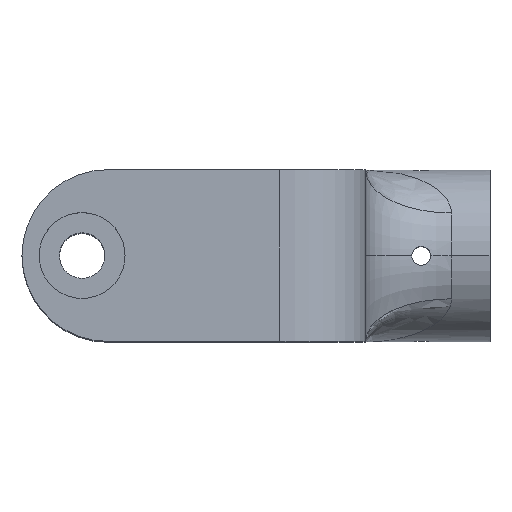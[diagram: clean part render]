
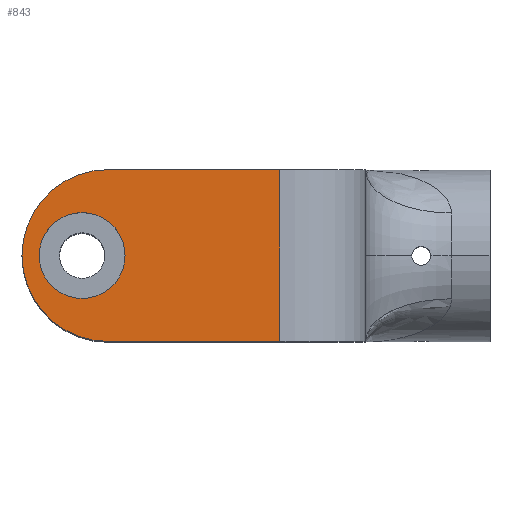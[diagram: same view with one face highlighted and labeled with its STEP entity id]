
A CAD part, top view. The second image highlights one B-rep face of the part: STEP entity #843.
In plain terms, the highlighted planar face has unit normal (0, 0, 1).
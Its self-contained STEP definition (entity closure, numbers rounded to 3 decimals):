
#5 = EDGE_CURVE ( 'NONE', #617, #2186, #182, .T. ) ;
#54 = VERTEX_POINT ( 'NONE', #1216 ) ;
#136 = AXIS2_PLACEMENT_3D ( 'NONE', #1357, #2064, #462 ) ;
#182 = CIRCLE ( 'NONE', #1423, 10. ) ;
#183 = LINE ( 'NONE', #1684, #188 ) ;
#188 = VECTOR ( 'NONE', #758, 1000. ) ;
#205 = EDGE_CURVE ( 'NONE', #617, #1245, #183, .T. ) ;
#236 = ORIENTED_EDGE ( 'NONE', *, *, #781, .T. ) ;
#263 = DIRECTION ( 'NONE',  ( 0., 1., 0. ) ) ;
#339 = CARTESIAN_POINT ( 'NONE',  ( -45., -10., 31. ) ) ;
#353 = DIRECTION ( 'NONE',  ( 0., 0., 1. ) ) ;
#395 = EDGE_CURVE ( 'NONE', #695, #1889, #897, .T. ) ;
#435 = FACE_BOUND ( 'NONE', #1950, .T. ) ;
#462 = DIRECTION ( 'NONE',  ( 1., 0., 0. ) ) ;
#524 = ORIENTED_EDGE ( 'NONE', *, *, #5, .T. ) ;
#541 = CARTESIAN_POINT ( 'NONE',  ( -35., 0., 31. ) ) ;
#548 = ORIENTED_EDGE ( 'NONE', *, *, #595, .F. ) ;
#550 = ORIENTED_EDGE ( 'NONE', *, *, #395, .T. ) ;
#595 = EDGE_CURVE ( 'NONE', #54, #1307, #999, .T. ) ;
#610 = PLANE ( 'NONE',  #1598 ) ;
#617 = VERTEX_POINT ( 'NONE', #1961 ) ;
#633 = CARTESIAN_POINT ( 'NONE',  ( -15., 10., 31. ) ) ;
#636 = DIRECTION ( 'NONE',  ( 0., 0., -1. ) ) ;
#638 = LINE ( 'NONE', #1540, #2156 ) ;
#695 = VERTEX_POINT ( 'NONE', #878 ) ;
#700 = EDGE_CURVE ( 'NONE', #2186, #695, #1521, .T. ) ;
#742 = ORIENTED_EDGE ( 'NONE', *, *, #205, .F. ) ;
#758 = DIRECTION ( 'NONE',  ( 1., 0., 0. ) ) ;
#781 = EDGE_CURVE ( 'NONE', #1889, #1245, #638, .T. ) ;
#843 = ADVANCED_FACE ( 'NONE', ( #435, #1893 ), #610, .F. ) ;
#875 = CARTESIAN_POINT ( 'NONE',  ( -35., 0., 31. ) ) ;
#878 = CARTESIAN_POINT ( 'NONE',  ( -35., -10., 31. ) ) ;
#897 = LINE ( 'NONE', #339, #972 ) ;
#946 = DIRECTION ( 'NONE',  ( -1., 0., 0. ) ) ;
#972 = VECTOR ( 'NONE', #1419, 1000. ) ;
#991 = CARTESIAN_POINT ( 'NONE',  ( -45., 0., 31. ) ) ;
#994 = CARTESIAN_POINT ( 'NONE',  ( -45., 10., 31. ) ) ;
#999 = CIRCLE ( 'NONE', #1227, 5. ) ;
#1009 = EDGE_CURVE ( 'NONE', #1307, #54, #1710, .T. ) ;
#1053 = CARTESIAN_POINT ( 'NONE',  ( -43., 0., 31. ) ) ;
#1216 = CARTESIAN_POINT ( 'NONE',  ( -33., 0., 31. ) ) ;
#1227 = AXIS2_PLACEMENT_3D ( 'NONE', #1235, #353, #2239 ) ;
#1235 = CARTESIAN_POINT ( 'NONE',  ( -38., 0., 31. ) ) ;
#1245 = VERTEX_POINT ( 'NONE', #633 ) ;
#1307 = VERTEX_POINT ( 'NONE', #1053 ) ;
#1357 = CARTESIAN_POINT ( 'NONE',  ( -38., 0., 31. ) ) ;
#1414 = ORIENTED_EDGE ( 'NONE', *, *, #1009, .F. ) ;
#1419 = DIRECTION ( 'NONE',  ( 1., 0., 0. ) ) ;
#1423 = AXIS2_PLACEMENT_3D ( 'NONE', #875, #1590, #2098 ) ;
#1521 = CIRCLE ( 'NONE', #1935, 10. ) ;
#1540 = CARTESIAN_POINT ( 'NONE',  ( -15., 10., 31. ) ) ;
#1552 = CARTESIAN_POINT ( 'NONE',  ( -15., -10., 31. ) ) ;
#1590 = DIRECTION ( 'NONE',  ( 0., 0., 1. ) ) ;
#1598 = AXIS2_PLACEMENT_3D ( 'NONE', #994, #636, #946 ) ;
#1618 = DIRECTION ( 'NONE',  ( -1., 0., 0. ) ) ;
#1684 = CARTESIAN_POINT ( 'NONE',  ( -45., 10., 31. ) ) ;
#1710 = CIRCLE ( 'NONE', #136, 5. ) ;
#1889 = VERTEX_POINT ( 'NONE', #1552 ) ;
#1893 = FACE_OUTER_BOUND ( 'NONE', #2122, .T. ) ;
#1935 = AXIS2_PLACEMENT_3D ( 'NONE', #541, #2144, #1618 ) ;
#1950 = EDGE_LOOP ( 'NONE', ( #548, #1414 ) ) ;
#1961 = CARTESIAN_POINT ( 'NONE',  ( -35., 10., 31. ) ) ;
#2064 = DIRECTION ( 'NONE',  ( 0., 0., 1. ) ) ;
#2098 = DIRECTION ( 'NONE',  ( -1., 0., 0. ) ) ;
#2122 = EDGE_LOOP ( 'NONE', ( #524, #2286, #550, #236, #742 ) ) ;
#2144 = DIRECTION ( 'NONE',  ( 0., 0., 1. ) ) ;
#2156 = VECTOR ( 'NONE', #263, 1000. ) ;
#2186 = VERTEX_POINT ( 'NONE', #991 ) ;
#2239 = DIRECTION ( 'NONE',  ( 1., 0., 0. ) ) ;
#2286 = ORIENTED_EDGE ( 'NONE', *, *, #700, .T. ) ;
